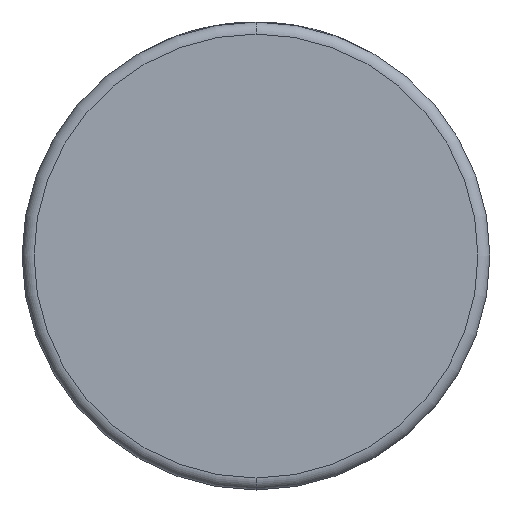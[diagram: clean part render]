
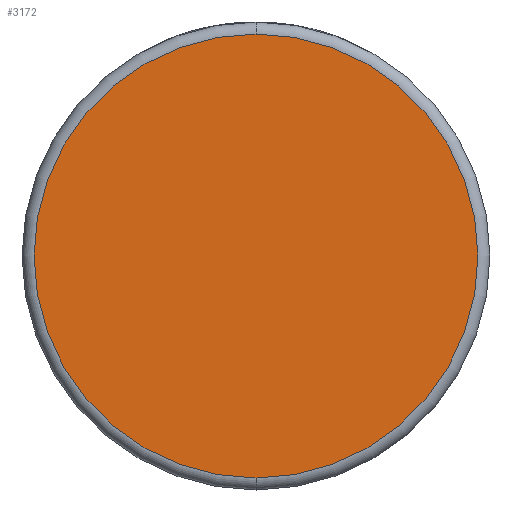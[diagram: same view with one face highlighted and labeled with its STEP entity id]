
A CAD part, front view. The second image highlights one B-rep face of the part: STEP entity #3172.
In plain terms, the highlighted planar face has unit normal (0, -1, 0).
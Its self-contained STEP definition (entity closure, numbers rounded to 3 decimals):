
#125 = CARTESIAN_POINT ( 'NONE',  ( 0., 0., -37. ) ) ;
#459 = DIRECTION ( 'NONE',  ( 0., -1., 0. ) ) ;
#831 = CIRCLE ( 'NONE', #3479, 37. ) ;
#1035 = DIRECTION ( 'NONE',  ( 0., 1., 0. ) ) ;
#1085 = EDGE_LOOP ( 'NONE', ( #1741, #1964 ) ) ;
#1180 = AXIS2_PLACEMENT_3D ( 'NONE', #2683, #1035, #1339 ) ;
#1339 = DIRECTION ( 'NONE',  ( 0., 0., 1. ) ) ;
#1722 = EDGE_CURVE ( 'NONE', #3099, #3724, #831, .T. ) ;
#1741 = ORIENTED_EDGE ( 'NONE', *, *, #2726, .T. ) ;
#1964 = ORIENTED_EDGE ( 'NONE', *, *, #1722, .T. ) ;
#1992 = DIRECTION ( 'NONE',  ( 0., -1., 0. ) ) ;
#2234 = CIRCLE ( 'NONE', #2979, 37. ) ;
#2642 = CARTESIAN_POINT ( 'NONE',  ( 0., 0., 37. ) ) ;
#2683 = CARTESIAN_POINT ( 'NONE',  ( 0., 0., 0. ) ) ;
#2726 = EDGE_CURVE ( 'NONE', #3724, #3099, #2234, .T. ) ;
#2814 = FACE_OUTER_BOUND ( 'NONE', #1085, .T. ) ;
#2979 = AXIS2_PLACEMENT_3D ( 'NONE', #3062, #459, #3664 ) ;
#2986 = PLANE ( 'NONE',  #1180 ) ;
#3062 = CARTESIAN_POINT ( 'NONE',  ( 0., 0., 0. ) ) ;
#3099 = VERTEX_POINT ( 'NONE', #125 ) ;
#3172 = ADVANCED_FACE ( 'NONE', ( #2814 ), #2986, .F. ) ;
#3337 = DIRECTION ( 'NONE',  ( 0., 0., 1. ) ) ;
#3479 = AXIS2_PLACEMENT_3D ( 'NONE', #3631, #1992, #3337 ) ;
#3631 = CARTESIAN_POINT ( 'NONE',  ( 0., 0., 0. ) ) ;
#3664 = DIRECTION ( 'NONE',  ( 0., 0., 1. ) ) ;
#3724 = VERTEX_POINT ( 'NONE', #2642 ) ;
